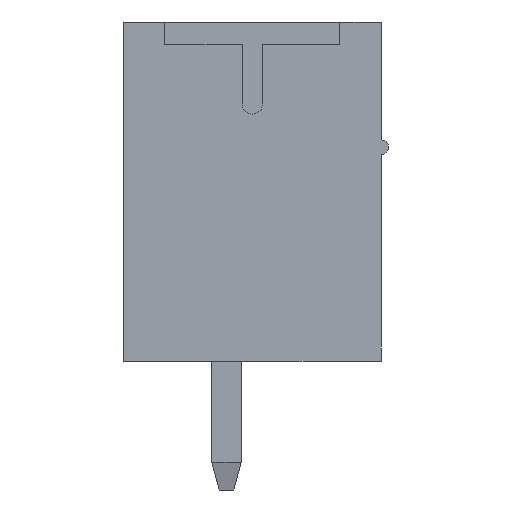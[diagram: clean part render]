
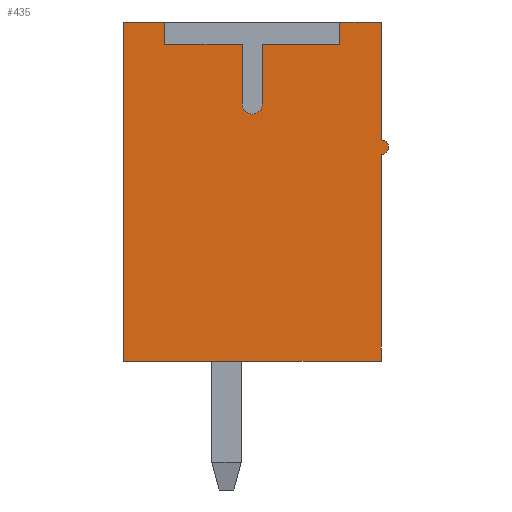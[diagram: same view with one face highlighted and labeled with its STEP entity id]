
A CAD part, left-side view. The second image highlights one B-rep face of the part: STEP entity #435.
In plain terms, the highlighted planar face has unit normal (-1, 0, 0).
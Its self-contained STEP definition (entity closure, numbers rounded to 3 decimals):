
#435 = ADVANCED_FACE( '', ( #1034 ), #1035, .F. );
#1034 = FACE_OUTER_BOUND( '', #1832, .T. );
#1035 = PLANE( '', #1833 );
#1832 = EDGE_LOOP( '', ( #2865, #2866, #2867, #2868, #2869, #2870, #2871, #2872, #2873, #2874, #2875, #2876, #2877, #2878 ) );
#1833 = AXIS2_PLACEMENT_3D( '', #2879, #2880, #2881 );
#2865 = ORIENTED_EDGE( '', *, *, #5139, .T. );
#2866 = ORIENTED_EDGE( '', *, *, #5140, .T. );
#2867 = ORIENTED_EDGE( '', *, *, #5141, .T. );
#2868 = ORIENTED_EDGE( '', *, *, #4946, .T. );
#2869 = ORIENTED_EDGE( '', *, *, #4927, .T. );
#2870 = ORIENTED_EDGE( '', *, *, #4951, .T. );
#2871 = ORIENTED_EDGE( '', *, *, #5142, .T. );
#2872 = ORIENTED_EDGE( '', *, *, #5143, .T. );
#2873 = ORIENTED_EDGE( '', *, *, #5136, .T. );
#2874 = ORIENTED_EDGE( '', *, *, #5144, .T. );
#2875 = ORIENTED_EDGE( '', *, *, #5075, .T. );
#2876 = ORIENTED_EDGE( '', *, *, #5145, .T. );
#2877 = ORIENTED_EDGE( '', *, *, #5146, .T. );
#2878 = ORIENTED_EDGE( '', *, *, #5147, .T. );
#2879 = CARTESIAN_POINT( '', ( -9.97, 0., 2.375 ) );
#2880 = DIRECTION( '', ( 1., 0., 0. ) );
#2881 = DIRECTION( '', ( 0., 0., -1. ) );
#4927 = EDGE_CURVE( '', #5898, #5896, #5899, .T. );
#4946 = EDGE_CURVE( '', #5931, #5898, #5932, .T. );
#4951 = EDGE_CURVE( '', #5896, #5937, #5939, .T. );
#5075 = EDGE_CURVE( '', #6157, #6158, #6159, .T. );
#5136 = EDGE_CURVE( '', #6267, #6265, #6268, .T. );
#5139 = EDGE_CURVE( '', #6271, #6272, #6273, .T. );
#5140 = EDGE_CURVE( '', #6272, #6274, #6275, .T. );
#5141 = EDGE_CURVE( '', #6274, #5931, #6276, .T. );
#5142 = EDGE_CURVE( '', #5937, #6277, #6278, .T. );
#5143 = EDGE_CURVE( '', #6277, #6267, #6279, .T. );
#5144 = EDGE_CURVE( '', #6265, #6157, #6280, .T. );
#5145 = EDGE_CURVE( '', #6158, #6281, #6282, .T. );
#5146 = EDGE_CURVE( '', #6281, #6283, #6284, .T. );
#5147 = EDGE_CURVE( '', #6283, #6271, #6285, .F. );
#5896 = VERTEX_POINT( '', #7324 );
#5898 = VERTEX_POINT( '', #7327 );
#5899 = LINE( '', #7328, #7329 );
#5931 = VERTEX_POINT( '', #7375 );
#5932 = LINE( '', #7376, #7377 );
#5937 = VERTEX_POINT( '', #7383 );
#5939 = CIRCLE( '', #7386, 0.275 );
#6157 = VERTEX_POINT( '', #7694 );
#6158 = VERTEX_POINT( '', #7695 );
#6159 = LINE( '', #7696, #7697 );
#6265 = VERTEX_POINT( '', #7855 );
#6267 = VERTEX_POINT( '', #7858 );
#6268 = LINE( '', #7859, #7860 );
#6271 = VERTEX_POINT( '', #7864 );
#6272 = VERTEX_POINT( '', #7865 );
#6273 = LINE( '', #7866, #7867 );
#6274 = VERTEX_POINT( '', #7868 );
#6275 = LINE( '', #7869, #7870 );
#6276 = LINE( '', #7871, #7872 );
#6277 = VERTEX_POINT( '', #7873 );
#6278 = LINE( '', #7874, #7875 );
#6279 = LINE( '', #7876, #7877 );
#6280 = LINE( '', #7878, #7879 );
#6281 = VERTEX_POINT( '', #7880 );
#6282 = LINE( '', #7881, #7882 );
#6283 = VERTEX_POINT( '', #7883 );
#6284 = LINE( '', #7884, #7885 );
#6285 = CIRCLE( '', #7886, 0.2 );
#7324 = CARTESIAN_POINT( '', ( -9.97, -0.275, 2.375 ) );
#7327 = CARTESIAN_POINT( '', ( -9.97, -0.275, 4. ) );
#7328 = CARTESIAN_POINT( '', ( -9.97, -0.275, 4. ) );
#7329 = VECTOR( '', #9377, 1000. );
#7375 = CARTESIAN_POINT( '', ( -9.97, -2.375, 4. ) );
#7376 = CARTESIAN_POINT( '', ( -9.97, -2.375, 4. ) );
#7377 = VECTOR( '', #9392, 1000. );
#7383 = CARTESIAN_POINT( '', ( -9.97, 0.275, 2.375 ) );
#7386 = AXIS2_PLACEMENT_3D( '', #9398, #9399, #9400 );
#7694 = CARTESIAN_POINT( '', ( -9.97, 3.5, 4.6 ) );
#7695 = CARTESIAN_POINT( '', ( -9.97, 3.5, -4.6 ) );
#7696 = CARTESIAN_POINT( '', ( -9.97, 3.5, 4.6 ) );
#7697 = VECTOR( '', #9521, 1000. );
#7855 = CARTESIAN_POINT( '', ( -9.97, 2.375, 4.6 ) );
#7858 = CARTESIAN_POINT( '', ( -9.97, 2.375, 4. ) );
#7859 = CARTESIAN_POINT( '', ( -9.97, 2.375, 4. ) );
#7860 = VECTOR( '', #9578, 1000. );
#7864 = CARTESIAN_POINT( '', ( -9.97, -3.5, 1.4 ) );
#7865 = CARTESIAN_POINT( '', ( -9.97, -3.5, 4.6 ) );
#7866 = CARTESIAN_POINT( '', ( -9.97, -3.5, 1.4 ) );
#7867 = VECTOR( '', #9580, 1000. );
#7868 = CARTESIAN_POINT( '', ( -9.97, -2.375, 4.6 ) );
#7869 = CARTESIAN_POINT( '', ( -9.97, -3.871, 4.6 ) );
#7870 = VECTOR( '', #9581, 1000. );
#7871 = CARTESIAN_POINT( '', ( -9.97, -2.375, 4.6 ) );
#7872 = VECTOR( '', #9582, 1000. );
#7873 = CARTESIAN_POINT( '', ( -9.97, 0.275, 4. ) );
#7874 = CARTESIAN_POINT( '', ( -9.97, 0.275, 2.375 ) );
#7875 = VECTOR( '', #9583, 1000. );
#7876 = CARTESIAN_POINT( '', ( -9.97, 0.275, 4. ) );
#7877 = VECTOR( '', #9584, 1000. );
#7878 = CARTESIAN_POINT( '', ( -9.97, 2.375, 4.6 ) );
#7879 = VECTOR( '', #9585, 1000. );
#7880 = CARTESIAN_POINT( '', ( -9.97, -3.5, -4.6 ) );
#7881 = CARTESIAN_POINT( '', ( -9.97, 3.5, -4.6 ) );
#7882 = VECTOR( '', #9586, 1000. );
#7883 = CARTESIAN_POINT( '', ( -9.97, -3.5, 1. ) );
#7884 = CARTESIAN_POINT( '', ( -9.97, -3.5, -4.6 ) );
#7885 = VECTOR( '', #9587, 1000. );
#7886 = AXIS2_PLACEMENT_3D( '', #9588, #9589, #9590 );
#9377 = DIRECTION( '', ( 0., 0., -1. ) );
#9392 = DIRECTION( '', ( 0., 1., 0. ) );
#9398 = CARTESIAN_POINT( '', ( -9.97, 0., 2.375 ) );
#9399 = DIRECTION( '', ( 1., 0., 0. ) );
#9400 = DIRECTION( '', ( 0., -1., 0. ) );
#9521 = DIRECTION( '', ( 0., 0., -1. ) );
#9578 = DIRECTION( '', ( 0., 0., 1. ) );
#9580 = DIRECTION( '', ( 0., 0., 1. ) );
#9581 = DIRECTION( '', ( 0., 1., 0. ) );
#9582 = DIRECTION( '', ( 0., 0., -1. ) );
#9583 = DIRECTION( '', ( 0., 0., 1. ) );
#9584 = DIRECTION( '', ( 0., 1., 0. ) );
#9585 = DIRECTION( '', ( 0., 1., 0. ) );
#9586 = DIRECTION( '', ( 0., -1., 0. ) );
#9587 = DIRECTION( '', ( 0., 0., 1. ) );
#9588 = CARTESIAN_POINT( '', ( -9.97, -3.5, 1.2 ) );
#9589 = DIRECTION( '', ( 1., 0., 0. ) );
#9590 = DIRECTION( '', ( 0., 0., -1. ) );
